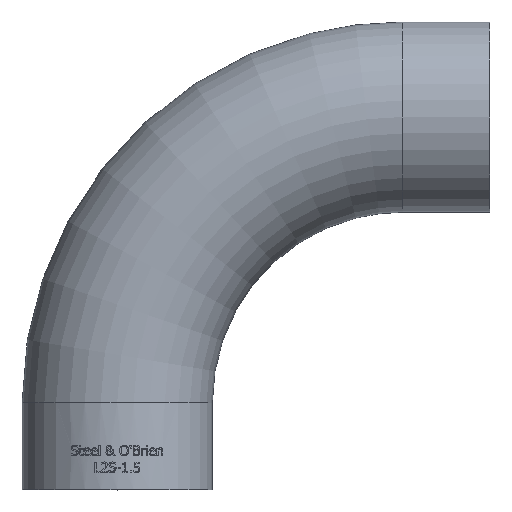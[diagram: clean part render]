
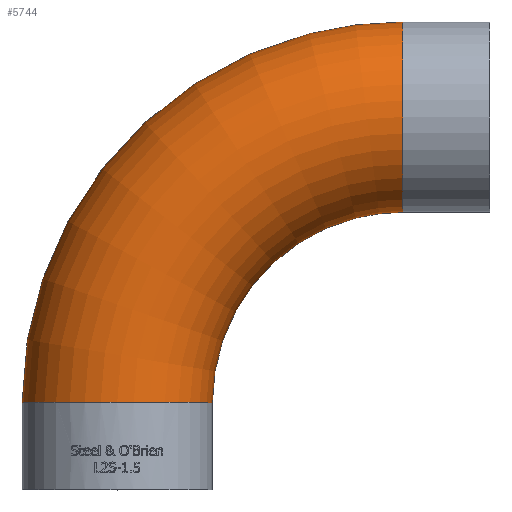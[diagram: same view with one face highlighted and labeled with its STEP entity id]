
A CAD part, top view. The second image highlights one B-rep face of the part: STEP entity #5744.
In plain terms, the highlighted toroidal (fillet/blend) face has major radius 57.15 mm and minor radius 19.05 mm.
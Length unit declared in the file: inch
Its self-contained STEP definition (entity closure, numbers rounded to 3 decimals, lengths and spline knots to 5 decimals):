
#14=TOROIDAL_SURFACE('',#6043,2.25,0.75);
#61=FACE_BOUND('',#1014,.T.);
#663=FACE_OUTER_BOUND('',#1013,.T.);
#1013=EDGE_LOOP('',(#5364));
#1014=EDGE_LOOP('',(#5365));
#1139=CIRCLE('',#6028,0.75);
#1145=CIRCLE('',#6042,0.75);
#2815=VERTEX_POINT('',#12937);
#2821=VERTEX_POINT('',#12957);
#3666=EDGE_CURVE('',#2815,#2815,#1139,.T.);
#3672=EDGE_CURVE('',#2821,#2821,#1145,.T.);
#5364=ORIENTED_EDGE('',*,*,#3672,.F.);
#5365=ORIENTED_EDGE('',*,*,#3666,.T.);
#5744=ADVANCED_FACE('',(#663,#61),#14,.T.);
#6028=AXIS2_PLACEMENT_3D('',#12938,#6996,#6997);
#6042=AXIS2_PLACEMENT_3D('',#12958,#7024,#7025);
#6043=AXIS2_PLACEMENT_3D('',#12959,#7026,#7027);
#6996=DIRECTION('center_axis',(0.,1.,0.));
#6997=DIRECTION('ref_axis',(-1.,0.,0.));
#7024=DIRECTION('center_axis',(1.,0.,0.));
#7025=DIRECTION('ref_axis',(0.,1.,0.));
#7026=DIRECTION('center_axis',(0.,0.,-1.));
#7027=DIRECTION('ref_axis',(-1.,0.,0.));
#12937=CARTESIAN_POINT('',(0.75,0.688,0.));
#12938=CARTESIAN_POINT('Origin',(0.,0.688,0.));
#12957=CARTESIAN_POINT('',(2.25,2.188,0.));
#12958=CARTESIAN_POINT('Origin',(2.25,2.938,0.));
#12959=CARTESIAN_POINT('Origin',(2.25,0.688,0.));
